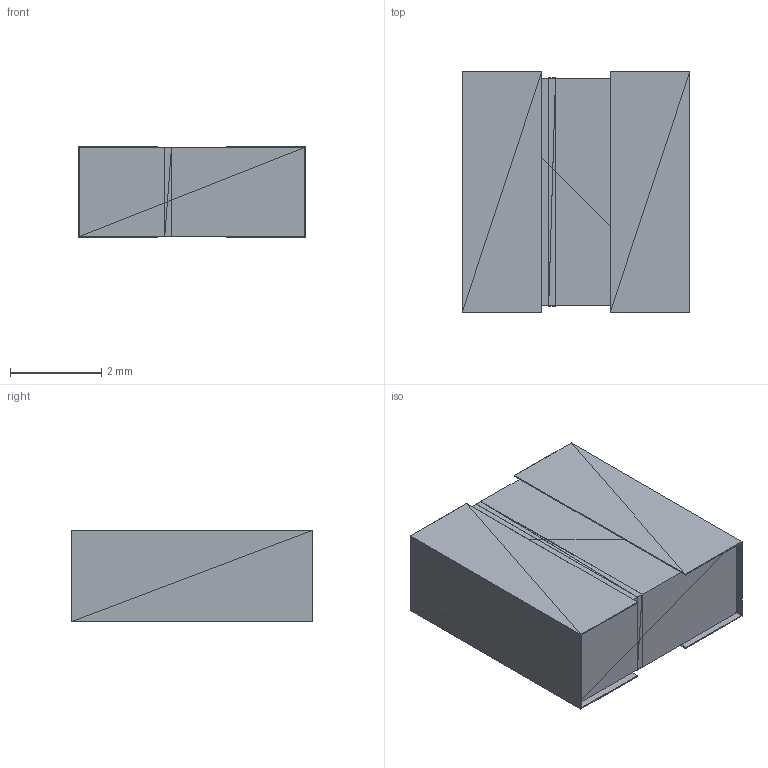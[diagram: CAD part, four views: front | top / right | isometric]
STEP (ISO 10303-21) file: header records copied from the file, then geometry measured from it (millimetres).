
FILE_DESCRIPTION(('STEP AP214'),'1');
FILE_NAME('IND_BOURNS_SRR4018','2017-03-16T09:28:33',(''),(''),'','','');
FILE_SCHEMA(('AUTOMOTIVE_DESIGN'));
Length unit declared in the file: millimetre
Products named in the file (1): product
Bounding box: 5 x 5.31 x 2.01 mm (x, y, z)
Surface area: 209.8 mm2 (no closed solid volume)
Topology: 0 solids, 100 shells, 100 faces, 300 edges, 300 vertices
Faces by surface type: plane 100
Entity records: 3359 total; most frequent: CARTESIAN_POINT 701, DIRECTION 502, ORIENTED_EDGE 300, EDGE_CURVE 300, VERTEX_POINT 300, LINE 300, VECTOR 300, AXIS2_PLACEMENT_3D 101
